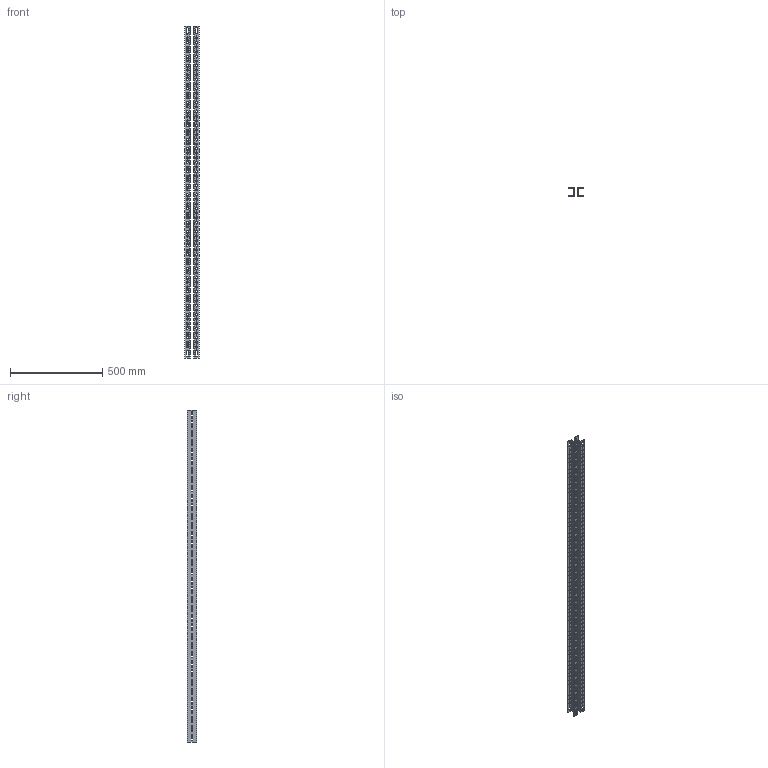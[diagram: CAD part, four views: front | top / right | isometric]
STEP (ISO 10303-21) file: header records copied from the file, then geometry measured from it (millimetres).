
FILE_DESCRIPTION(('STEP AP242'),'1');
FILE_NAME('nsyvr18.stp','2020-01-06T05:37:02',('TraceParts'),('TraceParts S.A.'),'Spatial InterOp 3D',' ',' ');
FILE_SCHEMA(('AP242_MANAGED_MODEL_BASED_3D_ENGINEERING_MIM_LF {1 0 10303 442 1 1 4}'));
Length unit declared in the file: millimetre
Products named in the file (1): nsyvr18_1
Bounding box: 80 x 50 x 1800 mm (x, y, z)
Volume: 629419 mm3; surface area: 680419 mm2
Topology: 2 solids, 2 shells, 1464 faces, 4380 edges, 2920 vertices
Faces by surface type: cylinder 1148, plane 316
Entity records: 52227 total; most frequent: DIRECTION 9608, CARTESIAN_POINT 8766, ORIENTED_EDGE 8760, EDGE_CURVE 4380, AXIS2_PLACEMENT_3D 3762, VERTEX_POINT 2920, EDGE_LOOP 2308, CIRCLE 2296
